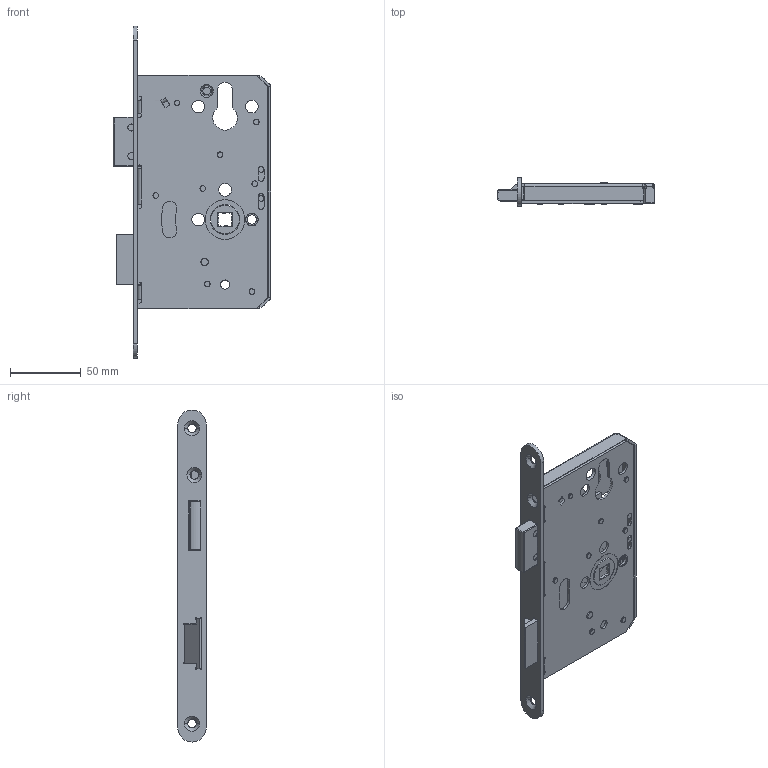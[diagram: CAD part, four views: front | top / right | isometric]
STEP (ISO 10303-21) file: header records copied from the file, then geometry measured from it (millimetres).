
FILE_DESCRIPTION((''),'2;1');
FILE_NAME('B_2320_XXXX_D65_F20X3_ASM','2013-07-05T',('ZoschkeSusanne'),(''),'PRO/ENGINEER BY PARAMETRIC TECHNOLOGY CORPORATION, 2011410','PRO/ENGINEER BY PARAMETRIC TECHNOLOGY CORPORATION, 2011410','');
FILE_SCHEMA(('AUTOMOTIVE_DESIGN_CC2 { 1 2 10303 214 -1 1 5 2 }'));
Length unit declared in the file: millimetre
Products named in the file (47): X12107000_65D_AF1; X12006000; Z2057-4_AF0; Z2057-4_AF1; Z2057-4_AF2; Z2057-4_AF3; Z3962-4_AF0; X01373000_AF0; X01375000_AF0; X01378000_AF0; X01379000_AF0; Y12107010_65D_LINKS_AF0_ASM; X12510006_AF0; X12509006_AF0; Y12511000_FD_AF0_ASM; C12324004; C12601002_AF0; X23429000_D65_AF0; X02377000_VERTAUMELT_AF0; X03379000_VERTAUMELT_AF0; C23427000_AF1; Y23429010_D65_AF0_ASM; C01750002_AF0; X01763000_AF5; X23406000_D65; X03358000_VERTAUMELT; Z1818-4_VERTAUMELT; Y23406010_D65_ASM; X23426000_AF5; X12908030_AF5; X12901000_AF5; X23929000_AF0; X03389000_VERTAUMELT_AF0; Y23929010_AF5_ASM; X01759000_AF5; Z6990-4_AF5; X00137001_AF5; X00137001_REV_AF0; X01057099_H_LI_AF0; X01057099_REV_LI_AF0 ...
Assembly tree (47 placements, depth 3):
  B_2320_XXXX_D65_F20X3_ASM
    Y12107010_65D_LINKS_AF0_ASM
      X12107000_65D_AF1
      X12006000
      Z2057-4_AF0
      Z2057-4_AF1
      Z2057-4_AF2
      Z2057-4_AF3
      Z3962-4_AF0
      X01373000_AF0
      X01375000_AF0
      X01378000_AF0
      X01379000_AF0
    Y12511000_FD_AF0_ASM
      X12510006_AF0
      X12509006_AF0
    C12324004
    C12601002_AF0
    Y23429010_D65_AF0_ASM
      X23429000_D65_AF0
      X02377000_VERTAUMELT_AF0
      X03379000_VERTAUMELT_AF0
      C23427000_AF1
    C01750002_AF0
    X01763000_AF5
    Y23406010_D65_ASM
      X23406000_D65
      X03358000_VERTAUMELT
      Z1818-4_VERTAUMELT  x2
    X23426000_AF5
    X12908030_AF5
    X12901000_AF5
    Y23929010_AF5_ASM
      X23929000_AF0
      X03389000_VERTAUMELT_AF0
    X01759000_AF5
    Z6990-4_AF5
    X00137001_AF5
    X00137001_REV_AF0
    X01057099_H_LI_AF0
    X01057099_REV_LI_AF0
    X01078000_REV_AF0
    Z3537-4_OV_AF0
    X12206000_65D_AF0
    X01093000_H_AF0
    X01093000_REV_AF0
    X23952000_AF14
Bounding box: 111.77 x 20 x 235 mm (x, y, z)
Volume: 84888 mm3; surface area: 91947 mm2
Topology: 37 solids, 41 shells, 935 faces, 2349 edges, 1516 vertices
Faces by surface type: plane 408, cylinder 333, extrusion 106, cone 36, bspline 20, sphere 18, torus 14
Entity records: 37985 total; most frequent: CARTESIAN_POINT 7050, DIRECTION 4650, ORIENTED_EDGE 4638, PRESENTATION_STYLE_ASSIGNMENT 2388, STYLED_ITEM 2373, CURVE_STYLE 2327, EDGE_CURVE 2327, AXIS2_PLACEMENT_3D 1610
